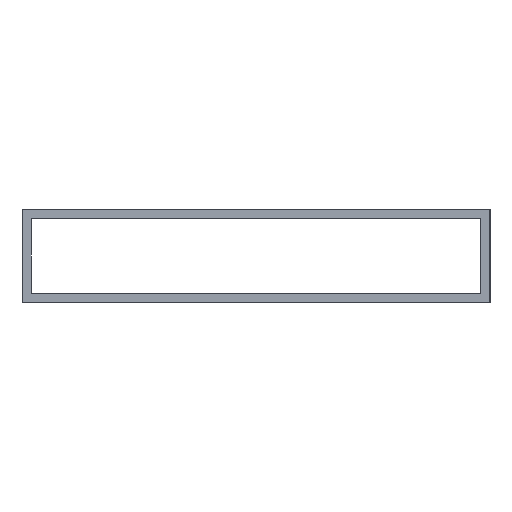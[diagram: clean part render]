
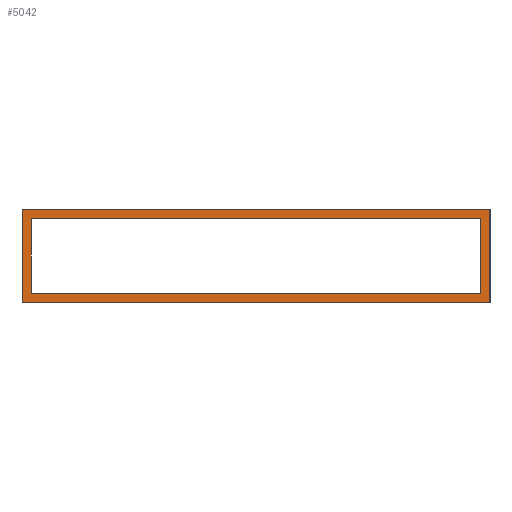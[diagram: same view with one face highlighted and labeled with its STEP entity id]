
A CAD part, left-side view. The second image highlights one B-rep face of the part: STEP entity #5042.
In plain terms, the highlighted planar face has unit normal (-1, 0, 0).
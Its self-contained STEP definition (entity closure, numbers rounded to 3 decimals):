
#400=FACE_BOUND('',#1239,.T.);
#417=PLANE('',#5698);
#635=FACE_OUTER_BOUND('',#1238,.T.);
#1238=EDGE_LOOP('',(#4609,#4610,#4611,#4612));
#1239=EDGE_LOOP('',(#4613,#4614,#4615,#4616));
#1272=LINE('',#7345,#1525);
#1282=LINE('',#7462,#1535);
#1295=LINE('',#7620,#1548);
#1482=LINE('',#8538,#1735);
#1485=LINE('',#8544,#1738);
#1487=LINE('',#8548,#1740);
#1490=LINE('',#8554,#1743);
#1493=LINE('',#8559,#1746);
#1525=VECTOR('',#5818,10.);
#1535=VECTOR('',#5928,10.);
#1548=VECTOR('',#6093,10.);
#1735=VECTOR('',#7198,10.);
#1738=VECTOR('',#7207,10.);
#1740=VECTOR('',#7211,10.);
#1743=VECTOR('',#7216,10.);
#1746=VECTOR('',#7221,10.);
#2208=VERTEX_POINT('',#7342);
#2209=VERTEX_POINT('',#7344);
#2265=VERTEX_POINT('',#7459);
#2266=VERTEX_POINT('',#7461);
#2334=VERTEX_POINT('',#7618);
#2335=VERTEX_POINT('',#7619);
#2608=VERTEX_POINT('',#8547);
#2610=VERTEX_POINT('',#8553);
#2670=EDGE_CURVE('',#2209,#2208,#1272,.T.);
#2729=EDGE_CURVE('',#2266,#2265,#1282,.T.);
#2808=EDGE_CURVE('',#2334,#2335,#1295,.T.);
#3270=EDGE_CURVE('',#2208,#2266,#1482,.T.);
#3273=EDGE_CURVE('',#2265,#2209,#1485,.T.);
#3275=EDGE_CURVE('',#2335,#2608,#1487,.T.);
#3278=EDGE_CURVE('',#2608,#2610,#1490,.T.);
#3281=EDGE_CURVE('',#2610,#2334,#1493,.T.);
#4609=ORIENTED_EDGE('',*,*,#2808,.T.);
#4610=ORIENTED_EDGE('',*,*,#3275,.T.);
#4611=ORIENTED_EDGE('',*,*,#3278,.T.);
#4612=ORIENTED_EDGE('',*,*,#3281,.T.);
#4613=ORIENTED_EDGE('',*,*,#3273,.T.);
#4614=ORIENTED_EDGE('',*,*,#2670,.T.);
#4615=ORIENTED_EDGE('',*,*,#3270,.T.);
#4616=ORIENTED_EDGE('',*,*,#2729,.T.);
#5042=ADVANCED_FACE('',(#635,#400),#417,.F.);
#5698=AXIS2_PLACEMENT_3D('',#8561,#7223,#7224);
#5818=DIRECTION('',(0.,0.,1.));
#5928=DIRECTION('',(0.,0.,-1.));
#6093=DIRECTION('',(0.,1.,0.));
#7198=DIRECTION('',(0.,-1.,0.));
#7207=DIRECTION('',(0.,1.,0.));
#7211=DIRECTION('',(0.,0.,-1.));
#7216=DIRECTION('',(0.,-1.,0.));
#7221=DIRECTION('',(0.,0.,1.));
#7223=DIRECTION('center_axis',(1.,0.,0.));
#7224=DIRECTION('ref_axis',(0.,0.,-1.));
#7342=CARTESIAN_POINT('',(0.,48.,8.));
#7344=CARTESIAN_POINT('',(0.,48.,-8.));
#7345=CARTESIAN_POINT('',(0.,48.,-4.));
#7459=CARTESIAN_POINT('',(0.,-48.,-8.));
#7461=CARTESIAN_POINT('',(0.,-48.,8.));
#7462=CARTESIAN_POINT('',(0.,-48.,4.));
#7618=CARTESIAN_POINT('',(0.,-50.,10.));
#7619=CARTESIAN_POINT('',(0.,50.,10.));
#7620=CARTESIAN_POINT('',(0.,-50.,10.));
#8538=CARTESIAN_POINT('',(0.,24.,8.));
#8544=CARTESIAN_POINT('',(0.,-24.,-8.));
#8547=CARTESIAN_POINT('',(0.,50.,-10.));
#8548=CARTESIAN_POINT('',(0.,50.,10.));
#8553=CARTESIAN_POINT('',(0.,-50.,-10.));
#8554=CARTESIAN_POINT('',(0.,50.,-10.));
#8559=CARTESIAN_POINT('',(0.,-50.,-10.));
#8561=CARTESIAN_POINT('Origin',(0.,0.,0.));
